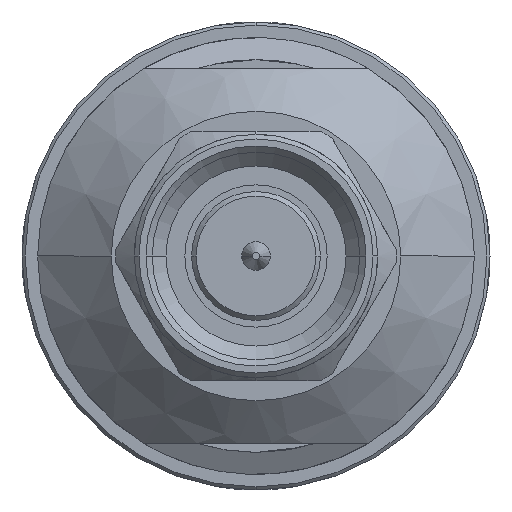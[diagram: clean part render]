
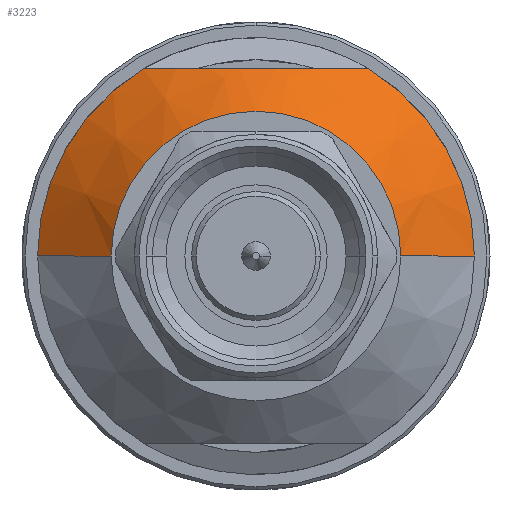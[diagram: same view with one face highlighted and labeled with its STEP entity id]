
A CAD part, left-side view. The second image highlights one B-rep face of the part: STEP entity #3223.
In plain terms, the highlighted conical face has half-angle 48.573 degrees and reference radius 7 mm.
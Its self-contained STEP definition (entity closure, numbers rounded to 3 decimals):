
#55 = DIRECTION ( 'NONE',  ( 1., 0., 0. ) ) ;
#67 = ORIENTED_EDGE ( 'NONE', *, *, #3262, .F. ) ;
#69 = EDGE_CURVE ( 'NONE', #3992, #1291, #2360, .T. ) ;
#155 = CARTESIAN_POINT ( 'NONE',  ( 10.953, 2.449, 6. ) ) ;
#210 = VERTEX_POINT ( 'NONE', #1245 ) ;
#307 = DIRECTION ( 'NONE',  ( 0., 1., 0. ) ) ;
#329 = ORIENTED_EDGE ( 'NONE', *, *, #2928, .T. ) ;
#335 = ORIENTED_EDGE ( 'NONE', *, *, #69, .F. ) ;
#404 = CARTESIAN_POINT ( 'NONE',  ( 11.434, -7., 0. ) ) ;
#409 = CARTESIAN_POINT ( 'NONE',  ( 11.434, -7., 0. ) ) ;
#577 = AXIS2_PLACEMENT_3D ( 'NONE', #2592, #1609, #307 ) ;
#634 = AXIS2_PLACEMENT_3D ( 'NONE', #4072, #1799, #3732 ) ;
#662 = VECTOR ( 'NONE', #3029, 1000. ) ;
#754 = LINE ( 'NONE', #409, #662 ) ;
#809 = DIRECTION ( 'NONE',  ( 0., 1., 0. ) ) ;
#831 = CARTESIAN_POINT ( 'NONE',  ( 11.175, 3.034, 6. ) ) ;
#910 = FACE_OUTER_BOUND ( 'NONE', #1044, .T. ) ;
#1023 = B_SPLINE_CURVE_WITH_KNOTS ( 'NONE', 3,
 ( #2691, #2075, #2632, #1751, #1329, #3031, #3247, #2138, #4078, #155, #831, #2775 ),
 .UNSPECIFIED., .F., .F.,
 ( 4, 2, 2, 2, 2, 4 ),
 ( 0., 0.002, 0.003, 0.004, 0.006, 0.007 ),
 .UNSPECIFIED. ) ;
#1044 = EDGE_LOOP ( 'NONE', ( #2997, #3322, #67, #329, #335, #3038 ) ) ;
#1129 = DIRECTION ( 'NONE',  ( 1., 0., 0. ) ) ;
#1245 = CARTESIAN_POINT ( 'NONE',  ( 9.35, -4.638, 0. ) ) ;
#1291 = VERTEX_POINT ( 'NONE', #3843 ) ;
#1306 = EDGE_CURVE ( 'NONE', #3837, #3992, #2298, .T. ) ;
#1329 = CARTESIAN_POINT ( 'NONE',  ( 10.659, -1.25, 6. ) ) ;
#1502 = CARTESIAN_POINT ( 'NONE',  ( 11.434, 0., 0. ) ) ;
#1609 = DIRECTION ( 'NONE',  ( 1., 0., 0. ) ) ;
#1617 = VERTEX_POINT ( 'NONE', #404 ) ;
#1751 = CARTESIAN_POINT ( 'NONE',  ( 10.721, -1.555, 6. ) ) ;
#1781 = CIRCLE ( 'NONE', #577, 4.638 ) ;
#1799 = DIRECTION ( 'NONE',  ( 1., 0., 0. ) ) ;
#2075 = CARTESIAN_POINT ( 'NONE',  ( 11.175, -3.036, 6. ) ) ;
#2127 = VERTEX_POINT ( 'NONE', #3106 ) ;
#2138 = CARTESIAN_POINT ( 'NONE',  ( 10.552, 0.617, 6. ) ) ;
#2233 = DIRECTION ( 'NONE',  ( 0., -1., 0. ) ) ;
#2298 = LINE ( 'NONE', #2443, #3070 ) ;
#2360 = CIRCLE ( 'NONE', #2617, 7. ) ;
#2442 = CONICAL_SURFACE ( 'NONE', #3969, 7., 0.848 ) ;
#2443 = CARTESIAN_POINT ( 'NONE',  ( 11.434, 7., 0. ) ) ;
#2592 = CARTESIAN_POINT ( 'NONE',  ( 9.35, 0., 0. ) ) ;
#2617 = AXIS2_PLACEMENT_3D ( 'NONE', #1502, #55, #2233 ) ;
#2632 = CARTESIAN_POINT ( 'NONE',  ( 10.955, -2.455, 6. ) ) ;
#2691 = CARTESIAN_POINT ( 'NONE',  ( 11.434, -3.606, 6. ) ) ;
#2702 = EDGE_CURVE ( 'NONE', #3837, #210, #1781, .T. ) ;
#2758 = CARTESIAN_POINT ( 'NONE',  ( 11.434, 0., 0. ) ) ;
#2775 = CARTESIAN_POINT ( 'NONE',  ( 11.434, 3.606, 6. ) ) ;
#2782 = DIRECTION ( 'NONE',  ( 0.662, 0.75, 0. ) ) ;
#2889 = CARTESIAN_POINT ( 'NONE',  ( 9.35, 4.638, 0. ) ) ;
#2928 = EDGE_CURVE ( 'NONE', #2127, #1291, #1023, .T. ) ;
#2997 = ORIENTED_EDGE ( 'NONE', *, *, #2702, .T. ) ;
#3029 = DIRECTION ( 'NONE',  ( 0.662, -0.75, 0. ) ) ;
#3031 = CARTESIAN_POINT ( 'NONE',  ( 10.574, -0.629, 6. ) ) ;
#3038 = ORIENTED_EDGE ( 'NONE', *, *, #1306, .F. ) ;
#3070 = VECTOR ( 'NONE', #2782, 1000. ) ;
#3106 = CARTESIAN_POINT ( 'NONE',  ( 11.434, -3.606, 6. ) ) ;
#3223 = ADVANCED_FACE ( 'NONE', ( #910 ), #2442, .T. ) ;
#3247 = CARTESIAN_POINT ( 'NONE',  ( 10.552, -0.315, 6. ) ) ;
#3262 = EDGE_CURVE ( 'NONE', #2127, #1617, #3415, .T. ) ;
#3322 = ORIENTED_EDGE ( 'NONE', *, *, #4088, .T. ) ;
#3415 = CIRCLE ( 'NONE', #634, 7. ) ;
#3615 = CARTESIAN_POINT ( 'NONE',  ( 11.434, 7., 0. ) ) ;
#3732 = DIRECTION ( 'NONE',  ( 0., -1., 0. ) ) ;
#3837 = VERTEX_POINT ( 'NONE', #2889 ) ;
#3843 = CARTESIAN_POINT ( 'NONE',  ( 11.434, 3.606, 6. ) ) ;
#3969 = AXIS2_PLACEMENT_3D ( 'NONE', #2758, #1129, #809 ) ;
#3992 = VERTEX_POINT ( 'NONE', #3615 ) ;
#4072 = CARTESIAN_POINT ( 'NONE',  ( 11.434, 0., 0. ) ) ;
#4078 = CARTESIAN_POINT ( 'NONE',  ( 10.638, 1.234, 6. ) ) ;
#4088 = EDGE_CURVE ( 'NONE', #210, #1617, #754, .T. ) ;
